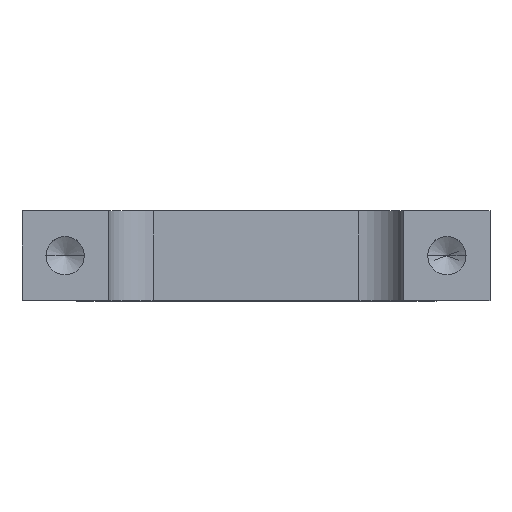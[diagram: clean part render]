
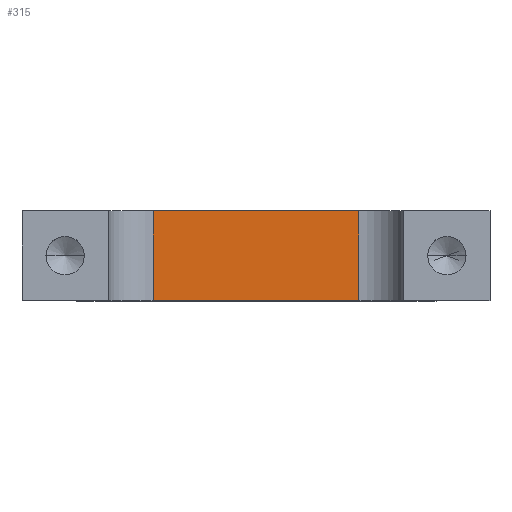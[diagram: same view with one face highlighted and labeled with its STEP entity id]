
A CAD part, top view. The second image highlights one B-rep face of the part: STEP entity #315.
In plain terms, the highlighted planar face has unit normal (0, 0, 1).
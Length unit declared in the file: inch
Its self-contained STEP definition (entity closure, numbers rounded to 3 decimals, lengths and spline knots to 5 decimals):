
#53 = DIRECTION ( 'NONE',  ( 0., -1., 0. ) ) ;
#71 = VERTEX_POINT ( 'NONE', #133 ) ;
#93 = EDGE_CURVE ( 'NONE', #1329, #71, #781, .T. ) ;
#133 = CARTESIAN_POINT ( 'NONE',  ( -0.2856, 0., 0.55 ) ) ;
#159 = CARTESIAN_POINT ( 'NONE',  ( 0.2856, 0.25, 0.55 ) ) ;
#173 = AXIS2_PLACEMENT_3D ( 'NONE', #971, #407, #1418 ) ;
#305 = ORIENTED_EDGE ( 'NONE', *, *, #93, .T. ) ;
#315 = ADVANCED_FACE ( 'NONE', ( #352 ), #1536, .T. ) ;
#352 = FACE_OUTER_BOUND ( 'NONE', #1425, .T. ) ;
#373 = VECTOR ( 'NONE', #1378, 39.37008 ) ;
#407 = DIRECTION ( 'NONE',  ( 0., 0., 1. ) ) ;
#408 = EDGE_CURVE ( 'NONE', #1473, #790, #1526, .T. ) ;
#426 = DIRECTION ( 'NONE',  ( -1., 0., 0. ) ) ;
#438 = CARTESIAN_POINT ( 'NONE',  ( 0., 0.25, 0.55 ) ) ;
#488 = VECTOR ( 'NONE', #426, 39.37008 ) ;
#651 = ORIENTED_EDGE ( 'NONE', *, *, #408, .T. ) ;
#693 = ORIENTED_EDGE ( 'NONE', *, *, #1472, .F. ) ;
#781 = LINE ( 'NONE', #1323, #1431 ) ;
#790 = VERTEX_POINT ( 'NONE', #159 ) ;
#803 = DIRECTION ( 'NONE',  ( 0., 1., 0. ) ) ;
#868 = VECTOR ( 'NONE', #803, 39.37008 ) ;
#971 = CARTESIAN_POINT ( 'NONE',  ( 0., -1.50083, 0.55 ) ) ;
#997 = CARTESIAN_POINT ( 'NONE',  ( 0.2856, 0.25, 0.55 ) ) ;
#1165 = LINE ( 'NONE', #1310, #488 ) ;
#1175 = EDGE_CURVE ( 'NONE', #1473, #71, #1165, .T. ) ;
#1267 = ORIENTED_EDGE ( 'NONE', *, *, #1175, .F. ) ;
#1310 = CARTESIAN_POINT ( 'NONE',  ( 0., 0., 0.55 ) ) ;
#1323 = CARTESIAN_POINT ( 'NONE',  ( -0.2856, 0., 0.55 ) ) ;
#1329 = VERTEX_POINT ( 'NONE', #1405 ) ;
#1346 = LINE ( 'NONE', #438, #373 ) ;
#1378 = DIRECTION ( 'NONE',  ( 1., 0., 0. ) ) ;
#1405 = CARTESIAN_POINT ( 'NONE',  ( -0.2856, 0.25, 0.55 ) ) ;
#1418 = DIRECTION ( 'NONE',  ( 1., 0., 0. ) ) ;
#1425 = EDGE_LOOP ( 'NONE', ( #1267, #651, #693, #305 ) ) ;
#1431 = VECTOR ( 'NONE', #53, 39.37008 ) ;
#1472 = EDGE_CURVE ( 'NONE', #1329, #790, #1346, .T. ) ;
#1473 = VERTEX_POINT ( 'NONE', #1520 ) ;
#1520 = CARTESIAN_POINT ( 'NONE',  ( 0.2856, 0., 0.55 ) ) ;
#1526 = LINE ( 'NONE', #997, #868 ) ;
#1536 = PLANE ( 'NONE',  #173 ) ;
